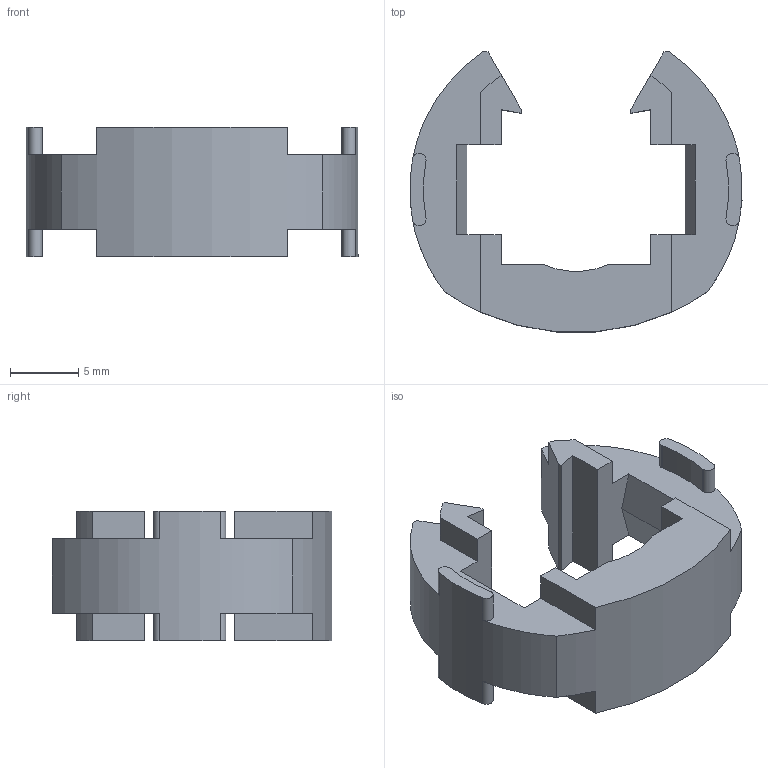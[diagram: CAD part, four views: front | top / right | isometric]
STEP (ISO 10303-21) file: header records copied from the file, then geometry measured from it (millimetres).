
FILE_DESCRIPTION(('CATIA V5 STEP Exchange','CAx-IF Rec.Pracs.--- Model Styling and Organization---1.2---2011-12-15'),'2;1');
FILE_NAME ('011430-1_1_1328150000_1328150000.stp','2018-07-30T10:29:18+00:00',('none'),('Weidmueller'),'CATIA Version 5-6 Release 2014','CATIA V5 STEP AP214','none');
FILE_SCHEMA(('AUTOMOTIVE_DESIGN { 1 0 10303 214 1 1 1 1 }'));
Length unit declared in the file: millimetre
Products named in the file (1): 1328250000
Bounding box: 24.35 x 20.54 x 9.5 mm (x, y, z)
Volume: 1573.1 mm3; surface area: 1471.7 mm2
Topology: 1 solids, 1 shells, 76 faces, 234 edges, 160 vertices
Faces by surface type: plane 56, cylinder 20
Entity records: 2423 total; most frequent: CARTESIAN_POINT 481, ORIENTED_EDGE 468, DIRECTION 294, EDGE_CURVE 234, VECTOR 174, LINE 174, VERTEX_POINT 160, AXIS2_PLACEMENT_3D 83
